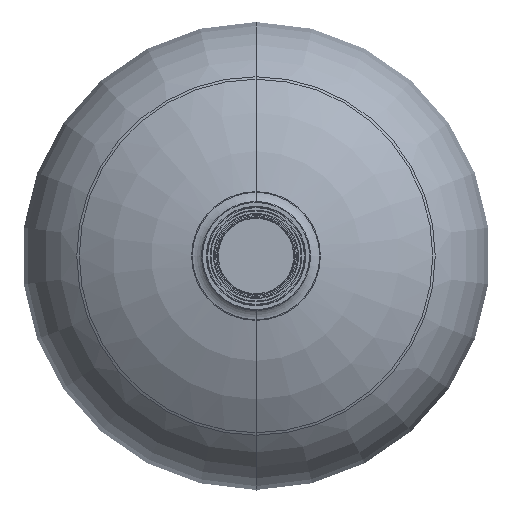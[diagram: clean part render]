
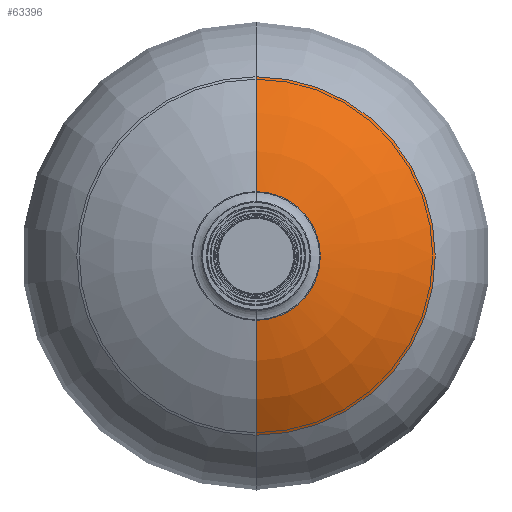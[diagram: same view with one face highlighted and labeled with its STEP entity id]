
A CAD part, front view. The second image highlights one B-rep face of the part: STEP entity #63396.
In plain terms, the highlighted toroidal (fillet/blend) face has major radius 23.45 mm and minor radius 291 mm.
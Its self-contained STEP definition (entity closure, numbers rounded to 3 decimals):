
#682 = CARTESIAN_POINT ( 'NONE',  ( 0., -113.626, 0. ) ) ;
#687 = DIRECTION ( 'NONE',  ( 0., 1., 0. ) ) ;
#688 = DIRECTION ( 'NONE',  ( 0., 0., 1. ) ) ;
#7560 = VERTEX_POINT ( 'NONE', #31554 ) ;
#7561 = VERTEX_POINT ( 'NONE', #31555 ) ;
#7562 = VERTEX_POINT ( 'NONE', #31556 ) ;
#7563 = VERTEX_POINT ( 'NONE', #31557 ) ;
#12414 = CARTESIAN_POINT ( 'NONE',  ( 0., -163.23, 0. ) ) ;
#12430 = DIRECTION ( 'NONE',  ( 0., 1., 0. ) ) ;
#12431 = DIRECTION ( 'NONE',  ( 0., 0., 1. ) ) ;
#12434 = CARTESIAN_POINT ( 'NONE',  ( 0., 124.253, -23.449 ) ) ;
#12437 = DIRECTION ( 'NONE',  ( 1., 0., 0. ) ) ;
#12438 = DIRECTION ( 'NONE',  ( 0., 0., -1. ) ) ;
#12457 = CARTESIAN_POINT ( 'NONE',  ( 0., 124.253, 23.449 ) ) ;
#12461 = DIRECTION ( 'NONE',  ( -1., 0., 0. ) ) ;
#12462 = DIRECTION ( 'NONE',  ( 0., 0., 1. ) ) ;
#31554 = CARTESIAN_POINT ( 'NONE',  ( 0., -113.626, 191.063 ) ) ;
#31555 = CARTESIAN_POINT ( 'NONE',  ( 0., -113.626, -191.063 ) ) ;
#31556 = CARTESIAN_POINT ( 'NONE',  ( 0., -163.23, 68.555 ) ) ;
#31557 = CARTESIAN_POINT ( 'NONE',  ( 0., -163.23, -68.555 ) ) ;
#46673 = CIRCLE ( 'NONE', #94735, 191.063 ) ;
#46919 = CIRCLE ( 'NONE', #94788, 68.555 ) ;
#46924 = CIRCLE ( 'NONE', #94791, 291. ) ;
#46932 = CIRCLE ( 'NONE', #94801, 291. ) ;
#63396 = ADVANCED_FACE ( 'NONE', ( #90506 ), #90513, .T. ) ;
#64897 = EDGE_LOOP ( 'NONE', ( #65407, #65408, #65409, #65410 ) ) ;
#65407 = ORIENTED_EDGE ( 'NONE', *, *, #86923, .T. ) ;
#65408 = ORIENTED_EDGE ( 'NONE', *, *, #86938, .T. ) ;
#65409 = ORIENTED_EDGE ( 'NONE', *, *, #67223, .F. ) ;
#65410 = ORIENTED_EDGE ( 'NONE', *, *, #86978, .F. ) ;
#67223 = EDGE_CURVE ( 'NONE', #7560, #7561, #46673, .T. ) ;
#86923 = EDGE_CURVE ( 'NONE', #7562, #7563, #46919, .T. ) ;
#86938 = EDGE_CURVE ( 'NONE', #7563, #7561, #46924, .T. ) ;
#86978 = EDGE_CURVE ( 'NONE', #7562, #7560, #46932, .T. ) ;
#90506 = FACE_OUTER_BOUND ( 'NONE', #64897, .T. ) ;
#90513 = TOROIDAL_SURFACE ( 'NONE', #94536, 23.449, 291. ) ;
#94536 = AXIS2_PLACEMENT_3D ( 'NONE', #102227, #102219, #102229 ) ;
#94735 = AXIS2_PLACEMENT_3D ( 'NONE', #682, #687, #688 ) ;
#94788 = AXIS2_PLACEMENT_3D ( 'NONE', #12414, #12430, #12431 ) ;
#94791 = AXIS2_PLACEMENT_3D ( 'NONE', #12434, #12437, #12438 ) ;
#94801 = AXIS2_PLACEMENT_3D ( 'NONE', #12457, #12461, #12462 ) ;
#102219 = DIRECTION ( 'NONE',  ( 0., 1., 0. ) ) ;
#102227 = CARTESIAN_POINT ( 'NONE',  ( 0., 124.253, 0. ) ) ;
#102229 = DIRECTION ( 'NONE',  ( 0., 0., 1. ) ) ;
